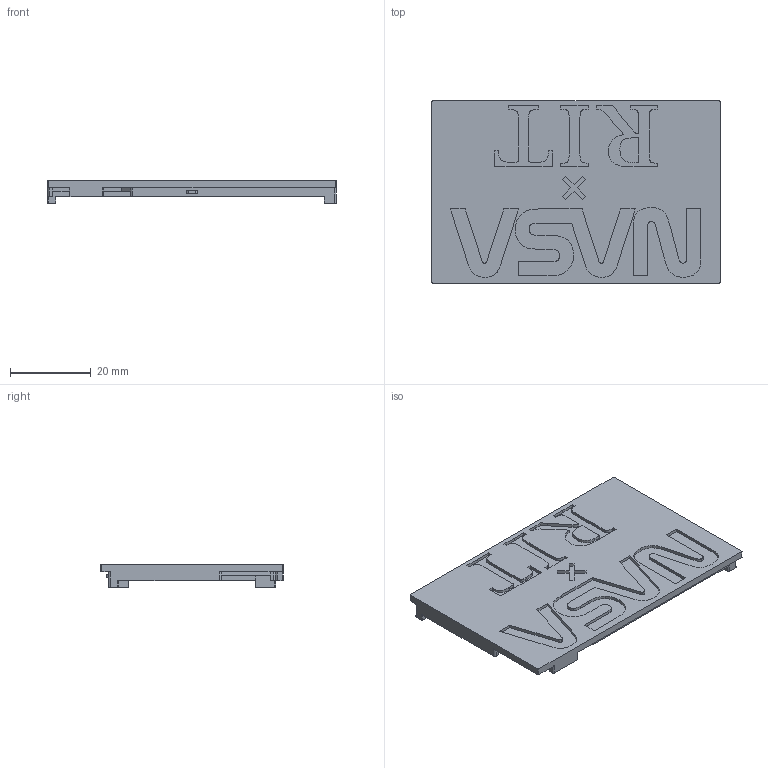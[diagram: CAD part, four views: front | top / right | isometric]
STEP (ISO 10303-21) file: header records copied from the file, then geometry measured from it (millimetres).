
FILE_DESCRIPTION(/* description */ (''),/* implementation_level */ '2;1');
FILE_NAME(/* name */ 'lid.step',/* time_stamp */ '2023-02-02T10:09:42-05:00',/* author */ (''),/* organization */ (''),/* preprocessor_version */ 'ST-DEVELOPER v19.2',/* originating_system */ 'Autodesk Translation Framework v11.17.0.187',/* authorisation */ '');
FILE_SCHEMA (('AUTOMOTIVE_DESIGN { 1 0 10303 214 3 1 1 }'));
Length unit declared in the file: millimetre
Products named in the file (1): Lig_tight_rit_scaled
Bounding box: 71.23 x 44.96 x 5.64 mm (x, y, z)
Volume: 6237.7 mm3; surface area: 8492 mm2
Topology: 1 solids, 1 shells, 268 faces, 761 edges, 507 vertices
Faces by surface type: plane 147, bspline 81, cylinder 40
Entity records: 8874 total; most frequent: CARTESIAN_POINT 2506, ORIENTED_EDGE 1522, DIRECTION 1071, EDGE_CURVE 761, LINE 519, VECTOR 519, VERTEX_POINT 507, EDGE_LOOP 280
